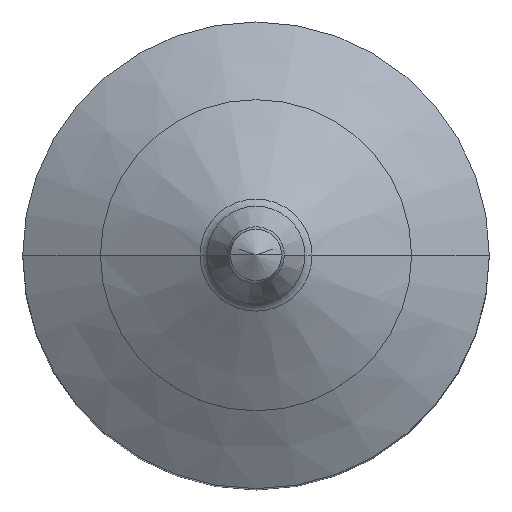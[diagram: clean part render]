
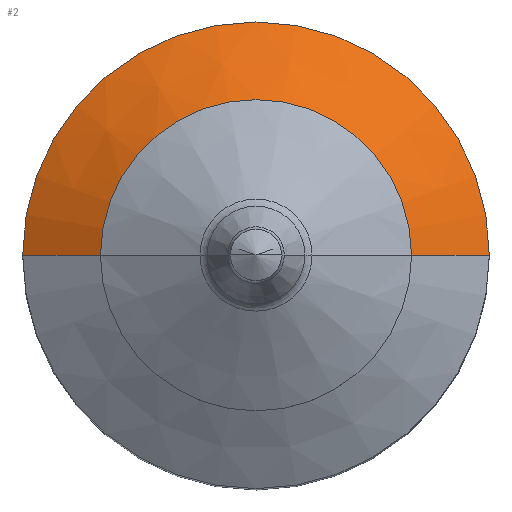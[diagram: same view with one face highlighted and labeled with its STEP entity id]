
A CAD part, top view. The second image highlights one B-rep face of the part: STEP entity #2.
In plain terms, the highlighted conical face has half-angle 60 degrees and reference radius 4 mm.
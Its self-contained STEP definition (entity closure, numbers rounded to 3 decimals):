
#2 = ADVANCED_FACE ( 'NONE', ( #326 ), #282, .T. ) ;
#12 = EDGE_CURVE ( 'NONE', #15, #14, #283, .T. ) ;
#14 = VERTEX_POINT ( 'NONE', #311 ) ;
#15 = VERTEX_POINT ( 'NONE', #256 ) ;
#18 = EDGE_CURVE ( 'NONE', #36, #14, #304, .T. ) ;
#20 = EDGE_CURVE ( 'NONE', #46, #36, #274, .T. ) ;
#24 = ORIENTED_EDGE ( 'NONE', *, *, #18, .T. ) ;
#32 = EDGE_CURVE ( 'NONE', #46, #15, #289, .T. ) ;
#33 = ORIENTED_EDGE ( 'NONE', *, *, #32, .F. ) ;
#36 = VERTEX_POINT ( 'NONE', #361 ) ;
#39 = ORIENTED_EDGE ( 'NONE', *, *, #20, .T. ) ;
#41 = ORIENTED_EDGE ( 'NONE', *, *, #12, .F. ) ;
#46 = VERTEX_POINT ( 'NONE', #404 ) ;
#78 = EDGE_LOOP ( 'NONE', ( #39, #24, #41, #33 ) ) ;
#255 = AXIS2_PLACEMENT_3D ( 'NONE', #341, #278, #277 ) ;
#256 = CARTESIAN_POINT ( 'NONE',  ( -6., 0., 50.568 ) ) ;
#258 = DIRECTION ( 'NONE',  ( -1., 0., 0. ) ) ;
#271 = CARTESIAN_POINT ( 'NONE',  ( 0., 0., 51.723 ) ) ;
#274 = CIRCLE ( 'NONE', #305, 4. ) ;
#277 = DIRECTION ( 'NONE',  ( -1., 0., 0. ) ) ;
#278 = DIRECTION ( 'NONE',  ( 0., 0., -1. ) ) ;
#282 = CONICAL_SURFACE ( 'NONE', #362, 4., 1.047 ) ;
#283 = CIRCLE ( 'NONE', #255, 6. ) ;
#284 = DIRECTION ( 'NONE',  ( 0., 0., -1. ) ) ;
#285 = DIRECTION ( 'NONE',  ( -0.866, 0., -0.5 ) ) ;
#286 = VECTOR ( 'NONE', #285, 1000. ) ;
#287 = CARTESIAN_POINT ( 'NONE',  ( -4., 0., 51.723 ) ) ;
#289 = LINE ( 'NONE', #287, #286 ) ;
#301 = DIRECTION ( 'NONE',  ( 0.866, 0., -0.5 ) ) ;
#302 = VECTOR ( 'NONE', #301, 1000. ) ;
#303 = CARTESIAN_POINT ( 'NONE',  ( 4., 0., 51.723 ) ) ;
#304 = LINE ( 'NONE', #303, #302 ) ;
#305 = AXIS2_PLACEMENT_3D ( 'NONE', #380, #379, #378 ) ;
#311 = CARTESIAN_POINT ( 'NONE',  ( 6., 0., 50.568 ) ) ;
#326 = FACE_OUTER_BOUND ( 'NONE', #78, .T. ) ;
#341 = CARTESIAN_POINT ( 'NONE',  ( 0., 0., 50.568 ) ) ;
#361 = CARTESIAN_POINT ( 'NONE',  ( 4., 0., 51.723 ) ) ;
#362 = AXIS2_PLACEMENT_3D ( 'NONE', #271, #284, #258 ) ;
#378 = DIRECTION ( 'NONE',  ( -1., 0., 0. ) ) ;
#379 = DIRECTION ( 'NONE',  ( 0., 0., -1. ) ) ;
#380 = CARTESIAN_POINT ( 'NONE',  ( 0., 0., 51.723 ) ) ;
#404 = CARTESIAN_POINT ( 'NONE',  ( -4., 0., 51.723 ) ) ;
